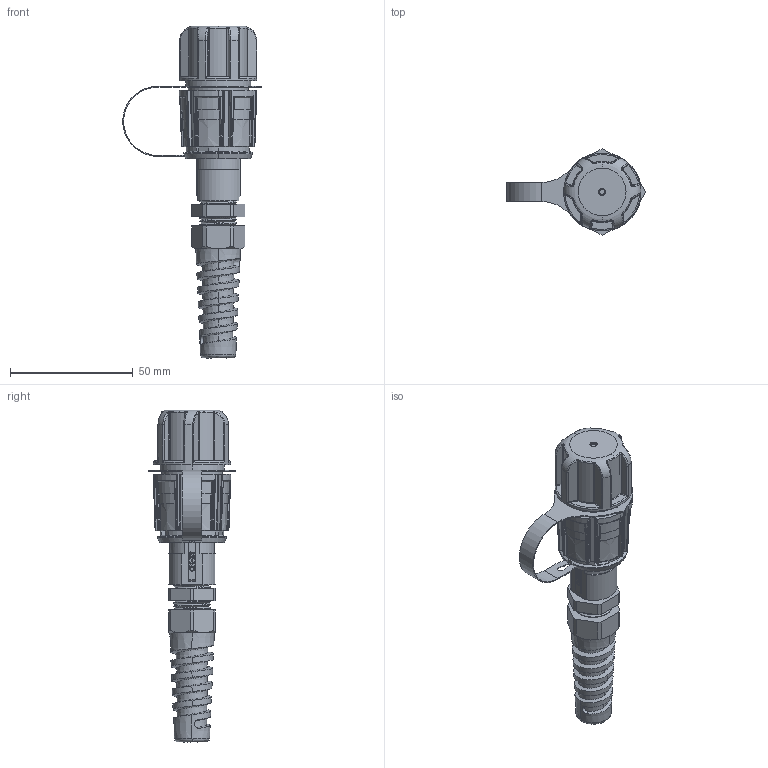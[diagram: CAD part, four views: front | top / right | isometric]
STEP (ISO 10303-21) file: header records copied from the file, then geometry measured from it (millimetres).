
FILE_DESCRIPTION (( 'STEP AP214' ), '1' );
FILE_NAME ('FOC-IPSC.step', '2020-06-10T01:41:09', ( '' ), ( '' ), 'SwSTEP 2.0', 'SolidWorks 2018', '' );
FILE_SCHEMA (( 'AUTOMOTIVE_DESIGN' ));
Length unit declared in the file: millimetre
Products named in the file (1): FOC-IPSC
Bounding box: 56.4 x 35.1 x 135.06 mm (x, y, z)
Volume: 53510.5 mm3; surface area: 27694 mm2
Topology: 12 solids, 12 shells, 2007 faces, 5411 edges, 3456 vertices
Faces by surface type: plane 946, cylinder 444, bspline 421, cone 181, torus 15
Entity records: 79327 total; most frequent: CARTESIAN_POINT 32298, ORIENTED_EDGE 10772, DIRECTION 8416, EDGE_CURVE 5386, VERTEX_POINT 3456, LINE 2986, VECTOR 2986, AXIS2_PLACEMENT_3D 2715
